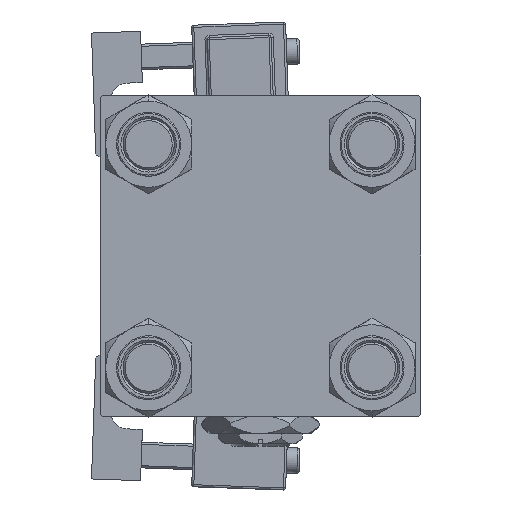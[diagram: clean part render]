
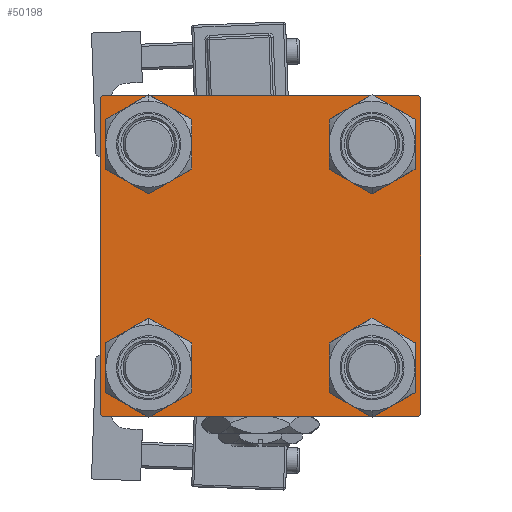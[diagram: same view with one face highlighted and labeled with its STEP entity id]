
A CAD part, left-side view. The second image highlights one B-rep face of the part: STEP entity #50198.
In plain terms, the highlighted planar face has unit normal (-1, 0, 0).
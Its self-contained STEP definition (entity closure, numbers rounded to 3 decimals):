
#122 = ORIENTED_EDGE ( 'NONE', *, *, #43249, .F. ) ;
#624 = CIRCLE ( 'NONE', #46098, 6.5 ) ;
#988 = CIRCLE ( 'NONE', #26423, 6.5 ) ;
#1156 = VERTEX_POINT ( 'NONE', #40054 ) ;
#1896 = DIRECTION ( 'NONE',  ( 1., 0., 0. ) ) ;
#1909 = CARTESIAN_POINT ( 'NONE',  ( 0., 37., 37.5 ) ) ;
#2113 = VERTEX_POINT ( 'NONE', #27954 ) ;
#2254 = CARTESIAN_POINT ( 'NONE',  ( 0., 26.15, 32.65 ) ) ;
#2488 = EDGE_CURVE ( 'NONE', #7949, #2113, #34009, .T. ) ;
#3398 = ORIENTED_EDGE ( 'NONE', *, *, #23293, .T. ) ;
#3536 = DIRECTION ( 'NONE',  ( 0., 0., 1. ) ) ;
#3811 = FACE_BOUND ( 'NONE', #5487, .T. ) ;
#3812 = CARTESIAN_POINT ( 'NONE',  ( 0., 37.5, 37.5 ) ) ;
#4036 = CARTESIAN_POINT ( 'NONE',  ( 0., 26.15, -32.65 ) ) ;
#4608 = LINE ( 'NONE', #22535, #11928 ) ;
#4743 = DIRECTION ( 'NONE',  ( 1., 0., 0. ) ) ;
#4803 = DIRECTION ( 'NONE',  ( 0., 0., -1. ) ) ;
#4889 = VERTEX_POINT ( 'NONE', #56253 ) ;
#5487 = EDGE_LOOP ( 'NONE', ( #33780, #27281 ) ) ;
#5888 = EDGE_CURVE ( 'NONE', #6642, #43446, #8129, .T. ) ;
#6414 = VECTOR ( 'NONE', #4803, 1000. ) ;
#6496 = VERTEX_POINT ( 'NONE', #46007 ) ;
#6628 = DIRECTION ( 'NONE',  ( 1., 0., 0. ) ) ;
#6642 = VERTEX_POINT ( 'NONE', #7231 ) ;
#7231 = CARTESIAN_POINT ( 'NONE',  ( 0., -37., -37.5 ) ) ;
#7949 = VERTEX_POINT ( 'NONE', #12812 ) ;
#8129 = LINE ( 'NONE', #24394, #44131 ) ;
#8202 = CARTESIAN_POINT ( 'NONE',  ( 0., 26.15, -26.15 ) ) ;
#8299 = AXIS2_PLACEMENT_3D ( 'NONE', #30936, #4743, #39747 ) ;
#8821 = VECTOR ( 'NONE', #25712, 1000. ) ;
#8994 = EDGE_CURVE ( 'NONE', #25905, #16605, #17435, .T. ) ;
#9017 = LINE ( 'NONE', #43454, #14282 ) ;
#9391 = EDGE_CURVE ( 'NONE', #12035, #6496, #624, .T. ) ;
#9775 = CIRCLE ( 'NONE', #41609, 6.5 ) ;
#10049 = CARTESIAN_POINT ( 'NONE',  ( 0., 26.15, 26.15 ) ) ;
#10462 = ORIENTED_EDGE ( 'NONE', *, *, #29592, .T. ) ;
#10714 = CIRCLE ( 'NONE', #37989, 6.5 ) ;
#10888 = CARTESIAN_POINT ( 'NONE',  ( 0., 26.15, -26.15 ) ) ;
#11008 = DIRECTION ( 'NONE',  ( 1., 0., 0. ) ) ;
#11597 = CARTESIAN_POINT ( 'NONE',  ( 0., -26.15, -26.15 ) ) ;
#11615 = CARTESIAN_POINT ( 'NONE',  ( 0., 26.15, -19.65 ) ) ;
#11928 = VECTOR ( 'NONE', #47855, 1000. ) ;
#12035 = VERTEX_POINT ( 'NONE', #15433 ) ;
#12054 = FACE_BOUND ( 'NONE', #48488, .T. ) ;
#12362 = EDGE_LOOP ( 'NONE', ( #41854, #3398 ) ) ;
#12774 = EDGE_CURVE ( 'NONE', #32974, #20389, #54034, .T. ) ;
#12812 = CARTESIAN_POINT ( 'NONE',  ( 0., -26.15, 19.65 ) ) ;
#14282 = VECTOR ( 'NONE', #55225, 1000. ) ;
#15433 = CARTESIAN_POINT ( 'NONE',  ( 0., -26.15, -32.65 ) ) ;
#15589 = VERTEX_POINT ( 'NONE', #19519 ) ;
#15703 = DIRECTION ( 'NONE',  ( 0., -0.707, -0.707 ) ) ;
#16081 = ORIENTED_EDGE ( 'NONE', *, *, #2488, .T. ) ;
#16605 = VERTEX_POINT ( 'NONE', #26879 ) ;
#17033 = LINE ( 'NONE', #34423, #6414 ) ;
#17228 = VECTOR ( 'NONE', #48292, 1000. ) ;
#17435 = LINE ( 'NONE', #3812, #8821 ) ;
#17482 = CARTESIAN_POINT ( 'NONE',  ( 0., -37.5, -37. ) ) ;
#18313 = ORIENTED_EDGE ( 'NONE', *, *, #34274, .T. ) ;
#18582 = DIRECTION ( 'NONE',  ( 0., 0., 1. ) ) ;
#19135 = CARTESIAN_POINT ( 'NONE',  ( 0., 37.25, -37.25 ) ) ;
#19274 = CARTESIAN_POINT ( 'NONE',  ( 0., 26.15, 19.65 ) ) ;
#19519 = CARTESIAN_POINT ( 'NONE',  ( 0., 37.5, -37. ) ) ;
#20389 = VERTEX_POINT ( 'NONE', #4036 ) ;
#20406 = EDGE_CURVE ( 'NONE', #4889, #16605, #49521, .T. ) ;
#21126 = ORIENTED_EDGE ( 'NONE', *, *, #32284, .T. ) ;
#21163 = CARTESIAN_POINT ( 'NONE',  ( 0., 0., 0. ) ) ;
#21231 = DIRECTION ( 'NONE',  ( 1., 0., 0. ) ) ;
#21587 = DIRECTION ( 'NONE',  ( 1., 0., 0. ) ) ;
#21841 = LINE ( 'NONE', #39190, #17228 ) ;
#21924 = CIRCLE ( 'NONE', #8299, 6.5 ) ;
#22503 = EDGE_CURVE ( 'NONE', #25905, #31137, #9017, .T. ) ;
#22535 = CARTESIAN_POINT ( 'NONE',  ( 0., 37.5, -37.5 ) ) ;
#23293 = EDGE_CURVE ( 'NONE', #38569, #54937, #10714, .T. ) ;
#23898 = ORIENTED_EDGE ( 'NONE', *, *, #9391, .T. ) ;
#24004 = DIRECTION ( 'NONE',  ( 0., 0., 1. ) ) ;
#24018 = EDGE_CURVE ( 'NONE', #6496, #12035, #9775, .T. ) ;
#24394 = CARTESIAN_POINT ( 'NONE',  ( 0., -37.25, -37.25 ) ) ;
#25156 = VECTOR ( 'NONE', #41276, 1000. ) ;
#25712 = DIRECTION ( 'NONE',  ( 0., -1., 0. ) ) ;
#25905 = VERTEX_POINT ( 'NONE', #1909 ) ;
#26423 = AXIS2_PLACEMENT_3D ( 'NONE', #8202, #21587, #56277 ) ;
#26483 = CARTESIAN_POINT ( 'NONE',  ( 0., -26.15, -26.15 ) ) ;
#26879 = CARTESIAN_POINT ( 'NONE',  ( 0., -37., 37.5 ) ) ;
#27279 = EDGE_CURVE ( 'NONE', #15589, #1156, #45887, .T. ) ;
#27281 = ORIENTED_EDGE ( 'NONE', *, *, #44877, .T. ) ;
#27426 = DIRECTION ( 'NONE',  ( 1., 0., 0. ) ) ;
#27954 = CARTESIAN_POINT ( 'NONE',  ( 0., -26.15, 32.65 ) ) ;
#28120 = VECTOR ( 'NONE', #15703, 1000. ) ;
#29434 = FACE_BOUND ( 'NONE', #32078, .T. ) ;
#29592 = EDGE_CURVE ( 'NONE', #31137, #15589, #17033, .T. ) ;
#29719 = DIRECTION ( 'NONE',  ( -1., 0., 0. ) ) ;
#30064 = CARTESIAN_POINT ( 'NONE',  ( 0., -26.15, 26.15 ) ) ;
#30936 = CARTESIAN_POINT ( 'NONE',  ( 0., -26.15, 26.15 ) ) ;
#31137 = VERTEX_POINT ( 'NONE', #55080 ) ;
#32075 = CARTESIAN_POINT ( 'NONE',  ( 0., 26.15, 26.15 ) ) ;
#32078 = EDGE_LOOP ( 'NONE', ( #44240, #23898 ) ) ;
#32284 = EDGE_CURVE ( 'NONE', #1156, #6642, #4608, .T. ) ;
#32974 = VERTEX_POINT ( 'NONE', #11615 ) ;
#33310 = EDGE_CURVE ( 'NONE', #54937, #38569, #38263, .T. ) ;
#33780 = ORIENTED_EDGE ( 'NONE', *, *, #12774, .T. ) ;
#33994 = PLANE ( 'NONE',  #52087 ) ;
#34009 = CIRCLE ( 'NONE', #53978, 6.5 ) ;
#34243 = ORIENTED_EDGE ( 'NONE', *, *, #20406, .T. ) ;
#34274 = EDGE_CURVE ( 'NONE', #2113, #7949, #21924, .T. ) ;
#34423 = CARTESIAN_POINT ( 'NONE',  ( 0., 37.5, 37.5 ) ) ;
#35579 = ORIENTED_EDGE ( 'NONE', *, *, #5888, .T. ) ;
#36960 = DIRECTION ( 'NONE',  ( 1., 0., 0. ) ) ;
#37445 = ORIENTED_EDGE ( 'NONE', *, *, #27279, .T. ) ;
#37989 = AXIS2_PLACEMENT_3D ( 'NONE', #10049, #27426, #18582 ) ;
#38032 = DIRECTION ( 'NONE',  ( 0., -0.707, 0.707 ) ) ;
#38263 = CIRCLE ( 'NONE', #53806, 6.5 ) ;
#38569 = VERTEX_POINT ( 'NONE', #19274 ) ;
#38862 = DIRECTION ( 'NONE',  ( 0., 0., 1. ) ) ;
#39190 = CARTESIAN_POINT ( 'NONE',  ( 0., -37.5, 37.5 ) ) ;
#39496 = AXIS2_PLACEMENT_3D ( 'NONE', #10888, #6628, #24004 ) ;
#39747 = DIRECTION ( 'NONE',  ( 0., 0., 1. ) ) ;
#40054 = CARTESIAN_POINT ( 'NONE',  ( 0., 37., -37.5 ) ) ;
#40134 = DIRECTION ( 'NONE',  ( 0., 0., 1. ) ) ;
#40428 = CARTESIAN_POINT ( 'NONE',  ( 0., -37.25, 37.25 ) ) ;
#41276 = DIRECTION ( 'NONE',  ( 0., 0.707, 0.707 ) ) ;
#41609 = AXIS2_PLACEMENT_3D ( 'NONE', #11597, #36960, #50031 ) ;
#41854 = ORIENTED_EDGE ( 'NONE', *, *, #33310, .T. ) ;
#42787 = FACE_OUTER_BOUND ( 'NONE', #55506, .T. ) ;
#43249 = EDGE_CURVE ( 'NONE', #4889, #43446, #21841, .T. ) ;
#43445 = ORIENTED_EDGE ( 'NONE', *, *, #22503, .T. ) ;
#43446 = VERTEX_POINT ( 'NONE', #17482 ) ;
#43454 = CARTESIAN_POINT ( 'NONE',  ( 0., 37.25, 37.25 ) ) ;
#44131 = VECTOR ( 'NONE', #38032, 1000. ) ;
#44240 = ORIENTED_EDGE ( 'NONE', *, *, #24018, .T. ) ;
#44877 = EDGE_CURVE ( 'NONE', #20389, #32974, #988, .T. ) ;
#45887 = LINE ( 'NONE', #19135, #28120 ) ;
#46007 = CARTESIAN_POINT ( 'NONE',  ( 0., -26.15, -19.65 ) ) ;
#46098 = AXIS2_PLACEMENT_3D ( 'NONE', #26483, #11008, #40134 ) ;
#47855 = DIRECTION ( 'NONE',  ( 0., -1., 0. ) ) ;
#48292 = DIRECTION ( 'NONE',  ( 0., 0., -1. ) ) ;
#48488 = EDGE_LOOP ( 'NONE', ( #18313, #16081 ) ) ;
#49109 = ORIENTED_EDGE ( 'NONE', *, *, #8994, .F. ) ;
#49417 = DIRECTION ( 'NONE',  ( 0., 0., 1. ) ) ;
#49521 = LINE ( 'NONE', #40428, #25156 ) ;
#50031 = DIRECTION ( 'NONE',  ( 0., 0., 1. ) ) ;
#50198 = ADVANCED_FACE ( 'NONE', ( #12054, #29434, #3811, #55866, #42787 ), #33994, .T. ) ;
#52087 = AXIS2_PLACEMENT_3D ( 'NONE', #21163, #29719, #3536 ) ;
#53806 = AXIS2_PLACEMENT_3D ( 'NONE', #32075, #1896, #49417 ) ;
#53978 = AXIS2_PLACEMENT_3D ( 'NONE', #30064, #21231, #38862 ) ;
#54034 = CIRCLE ( 'NONE', #39496, 6.5 ) ;
#54937 = VERTEX_POINT ( 'NONE', #2254 ) ;
#55080 = CARTESIAN_POINT ( 'NONE',  ( 0., 37.5, 37. ) ) ;
#55225 = DIRECTION ( 'NONE',  ( 0., 0.707, -0.707 ) ) ;
#55506 = EDGE_LOOP ( 'NONE', ( #10462, #37445, #21126, #35579, #122, #34243, #49109, #43445 ) ) ;
#55866 = FACE_BOUND ( 'NONE', #12362, .T. ) ;
#56253 = CARTESIAN_POINT ( 'NONE',  ( 0., -37.5, 37. ) ) ;
#56277 = DIRECTION ( 'NONE',  ( 0., 0., 1. ) ) ;
